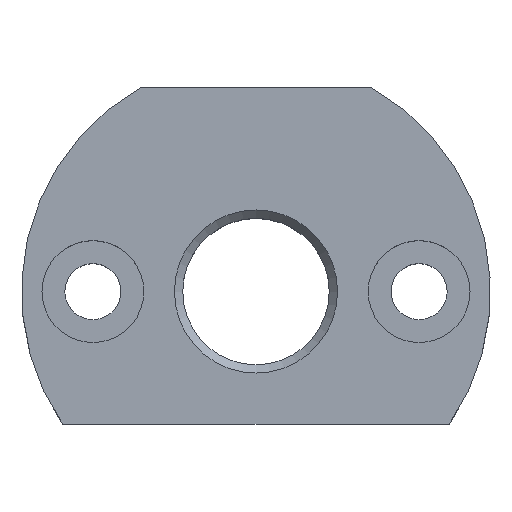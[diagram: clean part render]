
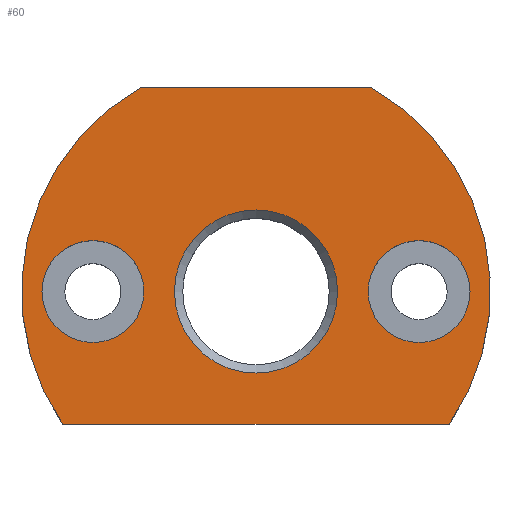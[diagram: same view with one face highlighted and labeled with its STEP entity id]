
A CAD part, top view. The second image highlights one B-rep face of the part: STEP entity #60.
In plain terms, the highlighted planar face has unit normal (0, 0, 1).
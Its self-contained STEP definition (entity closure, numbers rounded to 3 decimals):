
#60 = ADVANCED_FACE( '', ( #145, #146, #147, #148 ), #149, .T. );
#145 = FACE_BOUND( '', #264, .T. );
#146 = FACE_BOUND( '', #265, .T. );
#147 = FACE_BOUND( '', #266, .T. );
#148 = FACE_OUTER_BOUND( '', #267, .T. );
#149 = PLANE( '', #268 );
#264 = EDGE_LOOP( '', ( #389 ) );
#265 = EDGE_LOOP( '', ( #390 ) );
#266 = EDGE_LOOP( '', ( #391 ) );
#267 = EDGE_LOOP( '', ( #392, #393, #394, #395 ) );
#268 = AXIS2_PLACEMENT_3D( '', #396, #397, #398 );
#389 = ORIENTED_EDGE( '', *, *, #604, .T. );
#390 = ORIENTED_EDGE( '', *, *, #605, .T. );
#391 = ORIENTED_EDGE( '', *, *, #606, .T. );
#392 = ORIENTED_EDGE( '', *, *, #601, .T. );
#393 = ORIENTED_EDGE( '', *, *, #607, .T. );
#394 = ORIENTED_EDGE( '', *, *, #608, .T. );
#395 = ORIENTED_EDGE( '', *, *, #609, .T. );
#396 = CARTESIAN_POINT( '', ( 0., 0., 7.5 ) );
#397 = DIRECTION( '', ( 0., 0., 1. ) );
#398 = DIRECTION( '', ( 1., 0., 0. ) );
#601 = EDGE_CURVE( '', #694, #692, #695, .T. );
#604 = EDGE_CURVE( '', #698, #698, #699, .F. );
#605 = EDGE_CURVE( '', #700, #700, #701, .F. );
#606 = EDGE_CURVE( '', #702, #702, #703, .T. );
#607 = EDGE_CURVE( '', #692, #704, #705, .T. );
#608 = EDGE_CURVE( '', #704, #706, #707, .T. );
#609 = EDGE_CURVE( '', #706, #694, #708, .T. );
#692 = VERTEX_POINT( '', #818 );
#694 = VERTEX_POINT( '', #821 );
#695 = LINE( '', #822, #823 );
#698 = VERTEX_POINT( '', #827 );
#699 = CIRCLE( '', #828, 5. );
#700 = VERTEX_POINT( '', #829 );
#701 = CIRCLE( '', #830, 5. );
#702 = VERTEX_POINT( '', #831 );
#703 = CIRCLE( '', #832, 8. );
#704 = VERTEX_POINT( '', #833 );
#705 = CIRCLE( '', #834, 23. );
#706 = VERTEX_POINT( '', #835 );
#707 = LINE( '', #836, #837 );
#708 = CIRCLE( '', #838, 23. );
#818 = CARTESIAN_POINT( '', ( -11.358, 20., 7.5 ) );
#821 = CARTESIAN_POINT( '', ( 11.358, 20., 7.5 ) );
#822 = CARTESIAN_POINT( '', ( 11.358, 20., 7.5 ) );
#823 = VECTOR( '', #1025, 1000. );
#827 = CARTESIAN_POINT( '', ( 21., 0., 7.5 ) );
#828 = AXIS2_PLACEMENT_3D( '', #1027, #1028, #1029 );
#829 = CARTESIAN_POINT( '', ( -11., 0., 7.5 ) );
#830 = AXIS2_PLACEMENT_3D( '', #1030, #1031, #1032 );
#831 = CARTESIAN_POINT( '', ( -8., 0., 7.5 ) );
#832 = AXIS2_PLACEMENT_3D( '', #1033, #1034, #1035 );
#833 = CARTESIAN_POINT( '', ( -18.974, -13., 7.5 ) );
#834 = AXIS2_PLACEMENT_3D( '', #1036, #1037, #1038 );
#835 = CARTESIAN_POINT( '', ( 18.974, -13., 7.5 ) );
#836 = CARTESIAN_POINT( '', ( -18.974, -13., 7.5 ) );
#837 = VECTOR( '', #1039, 1000. );
#838 = AXIS2_PLACEMENT_3D( '', #1040, #1041, #1042 );
#1025 = DIRECTION( '', ( -1., 0., 0. ) );
#1027 = CARTESIAN_POINT( '', ( 16., 0., 7.5 ) );
#1028 = DIRECTION( '', ( 0., 0., 1. ) );
#1029 = DIRECTION( '', ( 1., 0., 0. ) );
#1030 = CARTESIAN_POINT( '', ( -16., 0., 7.5 ) );
#1031 = DIRECTION( '', ( 0., 0., 1. ) );
#1032 = DIRECTION( '', ( 1., 0., 0. ) );
#1033 = CARTESIAN_POINT( '', ( 0., 0., 7.5 ) );
#1034 = DIRECTION( '', ( 0., 0., -1. ) );
#1035 = DIRECTION( '', ( -1., 0., 0. ) );
#1036 = CARTESIAN_POINT( '', ( 0., 0., 7.5 ) );
#1037 = DIRECTION( '', ( 0., 0., 1. ) );
#1038 = DIRECTION( '', ( 1., 0., 0. ) );
#1039 = DIRECTION( '', ( 1., 0., 0. ) );
#1040 = CARTESIAN_POINT( '', ( 0., 0., 7.5 ) );
#1041 = DIRECTION( '', ( 0., 0., 1. ) );
#1042 = DIRECTION( '', ( 1., 0., 0. ) );
